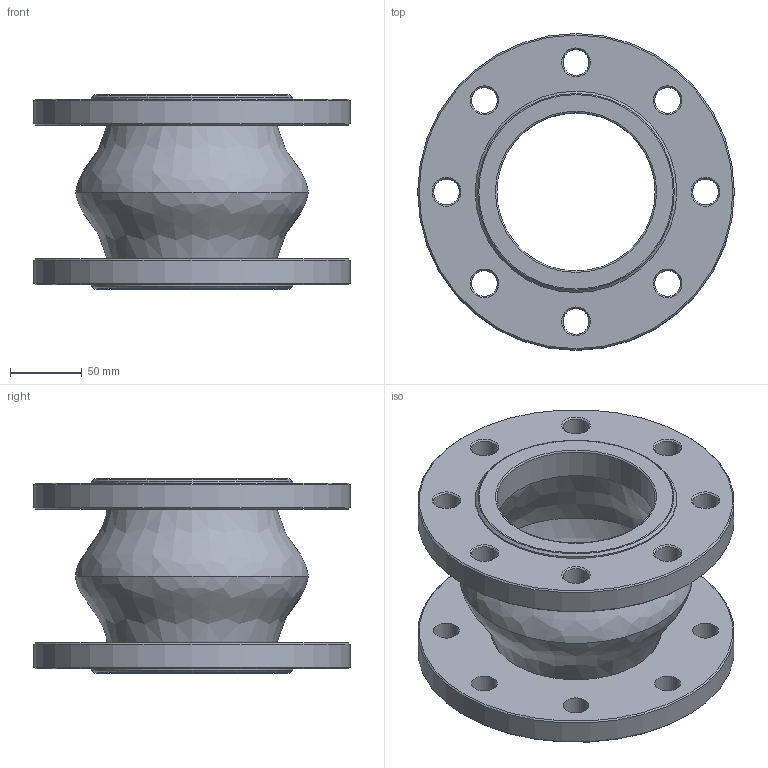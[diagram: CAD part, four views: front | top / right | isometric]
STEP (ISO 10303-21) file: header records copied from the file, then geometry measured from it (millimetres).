
FILE_DESCRIPTION(/* description */ (''),/* implementation_level */ '2;1');
FILE_NAME(/* name */ 'DN100_3D_STEP.stp',/* time_stamp */ '2024-01-27T20:13:45+03:00',/* author */ ('igorr'),/* organization */ (''),/* preprocessor_version */ 'ST-DEVELOPER v19.2',/* originating_system */ 'Autodesk Inventor 2023',/* authorisation */ '');
FILE_SCHEMA (('AUTOMOTIVE_DESIGN { 1 0 10303 214 3 1 1 }'));
Length unit declared in the file: millimetre
Products named in the file (1): Деталь
Bounding box: 220 x 220 x 135 mm (x, y, z)
Volume: 1263344.9 mm3; surface area: 242272.3 mm2
Topology: 1 solids, 1 shells, 58 faces, 136 edges, 84 vertices
Faces by surface type: cone 22, cylinder 22, plane 6, torus 4, bspline 4
Full cylindrical faces by diameter (mm): 18 x16, 110 x2, 140 x2, 220 x2
Entity records: 1985 total; most frequent: CARTESIAN_POINT 431, DIRECTION 330, ORIENTED_EDGE 272, AXIS2_PLACEMENT_3D 143, EDGE_CURVE 136, EDGE_LOOP 96, CIRCLE 88, VERTEX_POINT 84
